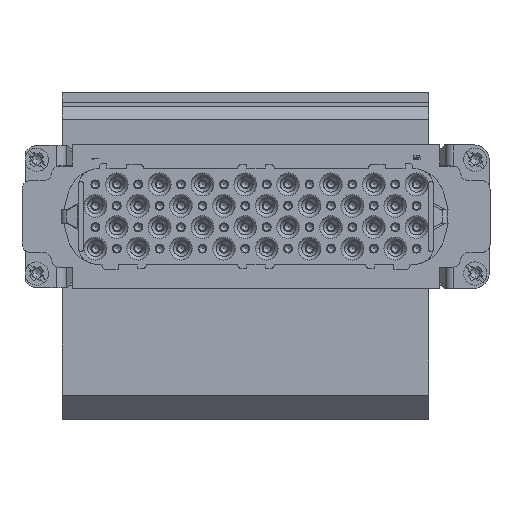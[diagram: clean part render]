
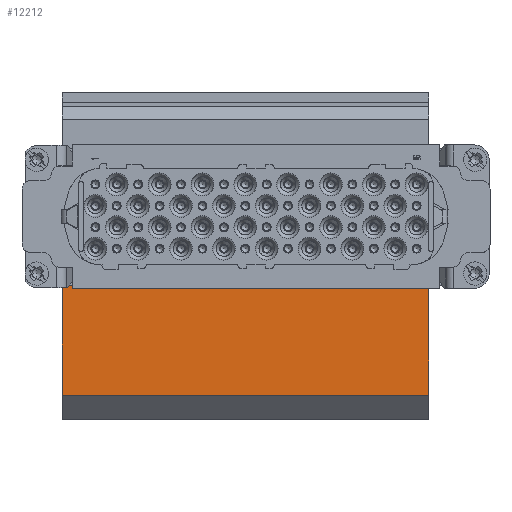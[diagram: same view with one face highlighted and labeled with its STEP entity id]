
A CAD part, top view. The second image highlights one B-rep face of the part: STEP entity #12212.
In plain terms, the highlighted planar face has unit normal (0, -0.001, 1).
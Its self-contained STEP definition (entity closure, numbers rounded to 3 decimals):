
#9664=FACE_OUTER_BOUND('',#18450,.T.);
#12212=ADVANCED_FACE('',(#9664),#14478,.T.);
#14478=PLANE('',#62338);
#18450=EDGE_LOOP('',(#29175,#29176,#29177,#29178,#29179,#29180,#29181,#29182));
#29175=ORIENTED_EDGE('',*,*,#43682,.T.);
#29176=ORIENTED_EDGE('',*,*,#43683,.F.);
#29177=ORIENTED_EDGE('',*,*,#38650,.F.);
#29178=ORIENTED_EDGE('',*,*,#38658,.F.);
#29179=ORIENTED_EDGE('',*,*,#43681,.F.);
#29180=ORIENTED_EDGE('',*,*,#43684,.T.);
#29181=ORIENTED_EDGE('',*,*,#43634,.F.);
#29182=ORIENTED_EDGE('',*,*,#43685,.F.);
#33771=VERTEX_POINT('',#77526);
#33772=VERTEX_POINT('',#77528);
#33779=VERTEX_POINT('',#77543);
#37323=VERTEX_POINT('',#90882);
#37324=VERTEX_POINT('',#90884);
#37348=VERTEX_POINT('',#90971);
#37349=VERTEX_POINT('',#90975);
#37350=VERTEX_POINT('',#90976);
#38650=EDGE_CURVE('',#33771,#33772,#48110,.T.);
#38658=EDGE_CURVE('',#33779,#33771,#48116,.T.);
#43634=EDGE_CURVE('',#37323,#37324,#51675,.T.);
#43681=EDGE_CURVE('',#37348,#33779,#51718,.T.);
#43682=EDGE_CURVE('',#37349,#37350,#51719,.T.);
#43683=EDGE_CURVE('',#33772,#37350,#51720,.T.);
#43684=EDGE_CURVE('',#37348,#37324,#51721,.T.);
#43685=EDGE_CURVE('',#37349,#37323,#51722,.T.);
#48110=LINE('',#77527,#53136);
#48116=LINE('',#77544,#53142);
#51675=LINE('',#90883,#56701);
#51718=LINE('',#90972,#56744);
#51719=LINE('',#90974,#56745);
#51720=LINE('',#90977,#56746);
#51721=LINE('',#90978,#56747);
#51722=LINE('',#90979,#56748);
#53136=VECTOR('',#63649,1.);
#53142=VECTOR('',#63661,1.);
#56701=VECTOR('',#72836,1.);
#56744=VECTOR('',#72921,1.);
#56745=VECTOR('',#72924,1.);
#56746=VECTOR('',#72925,1.);
#56747=VECTOR('',#72926,1.);
#56748=VECTOR('',#72927,1.);
#62338=AXIS2_PLACEMENT_3D('',#90980,#72928,#72929);
#63649=DIRECTION('',(1.,0.,0.));
#63661=DIRECTION('',(0.,1.,0.001));
#72836=DIRECTION('',(1.,0.,0.));
#72921=DIRECTION('',(1.,0.,0.));
#72924=DIRECTION('',(1.,0.,0.));
#72925=DIRECTION('',(0.,-1.,-0.001));
#72926=DIRECTION('',(0.,1.,0.001));
#72927=DIRECTION('',(0.,1.,0.001));
#72928=DIRECTION('',(0.,-0.001,1.));
#72929=DIRECTION('',(0.,-1.,-0.001));
#77526=CARTESIAN_POINT('',(-40.3,-15.75,-37.172));
#77527=CARTESIAN_POINT('',(-40.3,-15.75,-37.172));
#77528=CARTESIAN_POINT('',(40.98,-15.75,-37.172));
#77543=CARTESIAN_POINT('',(-40.3,-15.763,-37.172));
#77544=CARTESIAN_POINT('',(-40.3,-42.313,-37.187));
#90882=CARTESIAN_POINT('',(-46.,-10.813,-37.169));
#90883=CARTESIAN_POINT('',(-40.3,-10.813,-37.169));
#90884=CARTESIAN_POINT('',(-41.5,-10.813,-37.169));
#90971=CARTESIAN_POINT('',(-41.5,-15.763,-37.172));
#90972=CARTESIAN_POINT('',(-40.3,-15.763,-37.172));
#90974=CARTESIAN_POINT('',(-40.3,-42.313,-37.187));
#90975=CARTESIAN_POINT('',(-46.,-42.313,-37.187));
#90976=CARTESIAN_POINT('',(40.98,-42.313,-37.187));
#90977=CARTESIAN_POINT('',(40.98,-49.56,-37.191));
#90978=CARTESIAN_POINT('',(-41.5,-15.763,-37.172));
#90979=CARTESIAN_POINT('',(-46.,-42.313,-37.187));
#90980=CARTESIAN_POINT('',(-40.3,-42.313,-37.187));
